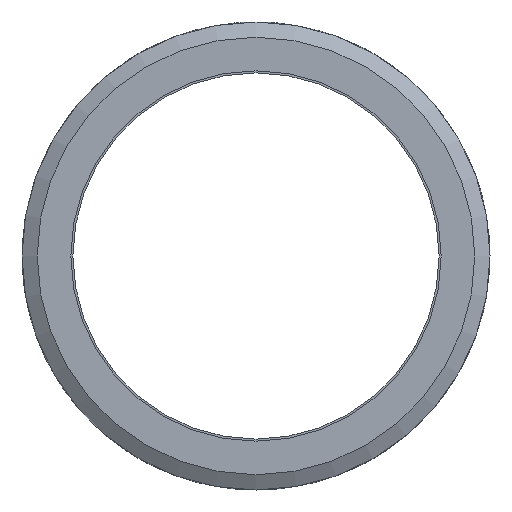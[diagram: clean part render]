
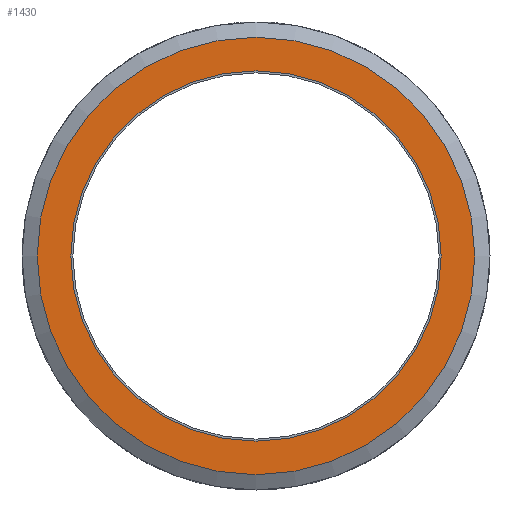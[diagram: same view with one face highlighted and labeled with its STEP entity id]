
A CAD part, left-side view. The second image highlights one B-rep face of the part: STEP entity #1430.
In plain terms, the highlighted planar face has unit normal (-1, 0, 0).
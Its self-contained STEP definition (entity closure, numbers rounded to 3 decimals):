
#1396=CARTESIAN_POINT('',(0.,91.0,0.0));
#1397=VERTEX_POINT('',#1396);
#1398=CARTESIAN_POINT('',(0.,0.0,0.0));
#1399=DIRECTION('',(1.0,0.0,0.0));
#1400=DIRECTION('',(0.0,1.0,0.0));
#1401=AXIS2_PLACEMENT_3D('',#1398,#1399,#1400);
#1402=CIRCLE('',#1401,91.0);
#1403=EDGE_CURVE('',#1397,#1397,#1402,.T.);
#1411=CARTESIAN_POINT('',(0.,99.25,0.0));
#1412=DIRECTION('',(-1.0,0.0,0.0));
#1413=DIRECTION('',(0.0,0.0,1.0));
#1414=AXIS2_PLACEMENT_3D('',#1411,#1412,#1413);
#1415=PLANE('',#1414);
#1416=CARTESIAN_POINT('',(0.,107.5,0.0));
#1417=VERTEX_POINT('',#1416);
#1418=CARTESIAN_POINT('',(0.,0.0,0.0));
#1419=DIRECTION('',(1.0,0.0,0.0));
#1420=DIRECTION('',(0.0,1.0,0.0));
#1421=AXIS2_PLACEMENT_3D('',#1418,#1419,#1420);
#1422=CIRCLE('',#1421,107.5);
#1423=EDGE_CURVE('',#1417,#1417,#1422,.T.);
#1424=ORIENTED_EDGE('',*,*,#1423,.F.);
#1425=EDGE_LOOP('',(#1424));
#1426=FACE_OUTER_BOUND('',#1425,.T.);
#1427=ORIENTED_EDGE('',*,*,#1403,.T.);
#1428=EDGE_LOOP('',(#1427));
#1429=FACE_BOUND('',#1428,.T.);
#1430=ADVANCED_FACE('',(#1426,#1429),#1415,.T.);
